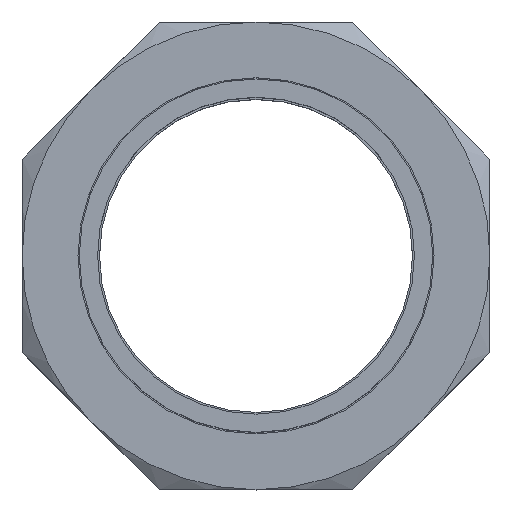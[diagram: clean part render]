
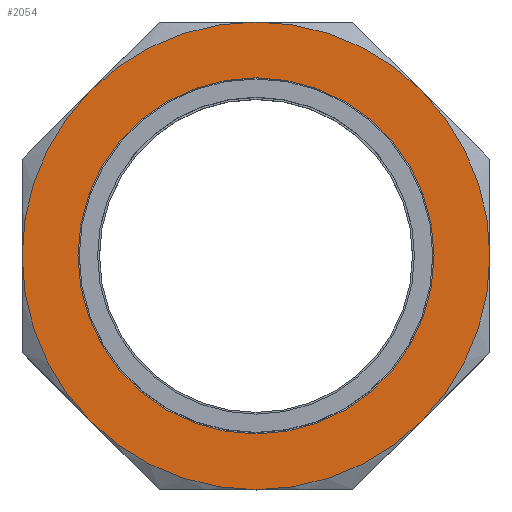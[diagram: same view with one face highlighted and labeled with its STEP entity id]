
A CAD part, top view. The second image highlights one B-rep face of the part: STEP entity #2054.
In plain terms, the highlighted planar face has unit normal (0, 0, 1).
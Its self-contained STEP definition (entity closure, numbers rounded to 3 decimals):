
#29 = CARTESIAN_POINT ( 'NONE',  ( 0., 44., 14. ) ) ;
#56 = DIRECTION ( 'NONE',  ( -1., 0., 0. ) ) ;
#57 = DIRECTION ( 'NONE',  ( 0., 0., -1. ) ) ;
#154 = AXIS2_PLACEMENT_3D ( 'NONE', #29, #57, #56 ) ;
#155 = PLANE ( 'NONE',  #154 ) ;
#159 = FACE_OUTER_BOUND ( 'NONE', #2050, .T. ) ;
#160 = FACE_BOUND ( 'NONE', #2052, .T. ) ;
#310 = VERTEX_POINT ( 'NONE', #2267 ) ;
#320 = VERTEX_POINT ( 'NONE', #2275 ) ;
#358 = VERTEX_POINT ( 'NONE', #866 ) ;
#373 = VERTEX_POINT ( 'NONE', #1148 ) ;
#375 = EDGE_CURVE ( 'NONE', #373, #358, #1128, .T. ) ;
#398 = VERTEX_POINT ( 'NONE', #1184 ) ;
#411 = EDGE_CURVE ( 'NONE', #398, #419, #1217, .T. ) ;
#418 = EDGE_CURVE ( 'NONE', #419, #463, #1229, .T. ) ;
#419 = VERTEX_POINT ( 'NONE', #1222 ) ;
#435 = EDGE_CURVE ( 'NONE', #436, #398, #1391, .T. ) ;
#436 = VERTEX_POINT ( 'NONE', #1385 ) ;
#447 = EDGE_CURVE ( 'NONE', #320, #471, #1607, .T. ) ;
#460 = EDGE_CURVE ( 'NONE', #310, #320, #1633, .T. ) ;
#462 = EDGE_CURVE ( 'NONE', #463, #310, #1640, .T. ) ;
#463 = VERTEX_POINT ( 'NONE', #1641 ) ;
#471 = VERTEX_POINT ( 'NONE', #1568 ) ;
#474 = EDGE_CURVE ( 'NONE', #471, #483, #1256, .T. ) ;
#480 = EDGE_CURVE ( 'NONE', #483, #436, #1711, .T. ) ;
#483 = VERTEX_POINT ( 'NONE', #1697 ) ;
#490 = EDGE_CURVE ( 'NONE', #358, #373, #1755, .T. ) ;
#866 = CARTESIAN_POINT ( 'NONE',  ( 33.5, 0., 14. ) ) ;
#1128 = CIRCLE ( 'NONE', #1135, 33.5 ) ;
#1129 = CARTESIAN_POINT ( 'NONE',  ( 0., 0., 14. ) ) ;
#1133 = DIRECTION ( 'NONE',  ( 1., 0., 0. ) ) ;
#1134 = DIRECTION ( 'NONE',  ( 0., 0., 1. ) ) ;
#1135 = AXIS2_PLACEMENT_3D ( 'NONE', #1129, #1134, #1133 ) ;
#1148 = CARTESIAN_POINT ( 'NONE',  ( -33.5, 0., 14. ) ) ;
#1184 = CARTESIAN_POINT ( 'NONE',  ( 44., 0., 14. ) ) ;
#1214 = DIRECTION ( 'NONE',  ( 0., 0., 1. ) ) ;
#1215 = CARTESIAN_POINT ( 'NONE',  ( 0., 0., 14. ) ) ;
#1216 = AXIS2_PLACEMENT_3D ( 'NONE', #1215, #1214, #1218 ) ;
#1217 = CIRCLE ( 'NONE', #1216, 44. ) ;
#1218 = DIRECTION ( 'NONE',  ( 1., 0., 0. ) ) ;
#1222 = CARTESIAN_POINT ( 'NONE',  ( 31.113, 31.113, 14. ) ) ;
#1223 = DIRECTION ( 'NONE',  ( 1., 0., 0. ) ) ;
#1224 = DIRECTION ( 'NONE',  ( 0., 0., 1. ) ) ;
#1227 = AXIS2_PLACEMENT_3D ( 'NONE', #1230, #1224, #1223 ) ;
#1229 = CIRCLE ( 'NONE', #1227, 44. ) ;
#1230 = CARTESIAN_POINT ( 'NONE',  ( 0., 0., 14. ) ) ;
#1256 = CIRCLE ( 'NONE', #1348, 44. ) ;
#1339 = CARTESIAN_POINT ( 'NONE',  ( 0., 0., 14. ) ) ;
#1345 = DIRECTION ( 'NONE',  ( 0., 0., 1. ) ) ;
#1347 = DIRECTION ( 'NONE',  ( 1., 0., 0. ) ) ;
#1348 = AXIS2_PLACEMENT_3D ( 'NONE', #1339, #1345, #1347 ) ;
#1385 = CARTESIAN_POINT ( 'NONE',  ( 31.113, -31.113, 14. ) ) ;
#1386 = DIRECTION ( 'NONE',  ( 1., 0., 0. ) ) ;
#1388 = DIRECTION ( 'NONE',  ( 0., 0., 1. ) ) ;
#1389 = CARTESIAN_POINT ( 'NONE',  ( 0., 0., 14. ) ) ;
#1390 = AXIS2_PLACEMENT_3D ( 'NONE', #1389, #1388, #1386 ) ;
#1391 = CIRCLE ( 'NONE', #1390, 44. ) ;
#1568 = CARTESIAN_POINT ( 'NONE',  ( -31.113, -31.113, 14. ) ) ;
#1603 = DIRECTION ( 'NONE',  ( 1., 0., 0. ) ) ;
#1604 = DIRECTION ( 'NONE',  ( 0., 0., 1. ) ) ;
#1605 = CARTESIAN_POINT ( 'NONE',  ( 0., 0., 14. ) ) ;
#1606 = AXIS2_PLACEMENT_3D ( 'NONE', #1605, #1604, #1603 ) ;
#1607 = CIRCLE ( 'NONE', #1606, 44. ) ;
#1628 = DIRECTION ( 'NONE',  ( 1., 0., 0. ) ) ;
#1629 = DIRECTION ( 'NONE',  ( 0., 0., 1. ) ) ;
#1630 = AXIS2_PLACEMENT_3D ( 'NONE', #1654, #1653, #1652 ) ;
#1633 = CIRCLE ( 'NONE', #1630, 44. ) ;
#1638 = CARTESIAN_POINT ( 'NONE',  ( 0., 0., 14. ) ) ;
#1639 = AXIS2_PLACEMENT_3D ( 'NONE', #1638, #1629, #1628 ) ;
#1640 = CIRCLE ( 'NONE', #1639, 44. ) ;
#1641 = CARTESIAN_POINT ( 'NONE',  ( 0., 44., 14. ) ) ;
#1652 = DIRECTION ( 'NONE',  ( 1., 0., 0. ) ) ;
#1653 = DIRECTION ( 'NONE',  ( 0., 0., 1. ) ) ;
#1654 = CARTESIAN_POINT ( 'NONE',  ( 0., 0., 14. ) ) ;
#1695 = DIRECTION ( 'NONE',  ( 0., 0., 1. ) ) ;
#1696 = CARTESIAN_POINT ( 'NONE',  ( 0., 0., 14. ) ) ;
#1697 = CARTESIAN_POINT ( 'NONE',  ( 0., -44., 14. ) ) ;
#1709 = DIRECTION ( 'NONE',  ( 1., 0., 0. ) ) ;
#1710 = AXIS2_PLACEMENT_3D ( 'NONE', #1696, #1695, #1709 ) ;
#1711 = CIRCLE ( 'NONE', #1710, 44. ) ;
#1737 = CARTESIAN_POINT ( 'NONE',  ( 0., 0., 14. ) ) ;
#1738 = AXIS2_PLACEMENT_3D ( 'NONE', #1737, #1752, #1751 ) ;
#1751 = DIRECTION ( 'NONE',  ( 1., 0., 0. ) ) ;
#1752 = DIRECTION ( 'NONE',  ( 0., 0., 1. ) ) ;
#1755 = CIRCLE ( 'NONE', #1738, 33.5 ) ;
#2046 = ORIENTED_EDGE ( 'NONE', *, *, #490, .F. ) ;
#2048 = ORIENTED_EDGE ( 'NONE', *, *, #375, .F. ) ;
#2050 = EDGE_LOOP ( 'NONE', ( #2070, #2055, #2071, #2077, #2078, #2076, #2060, #2059 ) ) ;
#2052 = EDGE_LOOP ( 'NONE', ( #2046, #2048 ) ) ;
#2054 = ADVANCED_FACE ( 'NONE', ( #160, #159 ), #155, .F. ) ;
#2055 = ORIENTED_EDGE ( 'NONE', *, *, #418, .T. ) ;
#2059 = ORIENTED_EDGE ( 'NONE', *, *, #435, .T. ) ;
#2060 = ORIENTED_EDGE ( 'NONE', *, *, #480, .T. ) ;
#2070 = ORIENTED_EDGE ( 'NONE', *, *, #411, .T. ) ;
#2071 = ORIENTED_EDGE ( 'NONE', *, *, #462, .T. ) ;
#2076 = ORIENTED_EDGE ( 'NONE', *, *, #474, .T. ) ;
#2077 = ORIENTED_EDGE ( 'NONE', *, *, #460, .T. ) ;
#2078 = ORIENTED_EDGE ( 'NONE', *, *, #447, .T. ) ;
#2267 = CARTESIAN_POINT ( 'NONE',  ( -31.113, 31.113, 14. ) ) ;
#2275 = CARTESIAN_POINT ( 'NONE',  ( -44., 0., 14. ) ) ;
